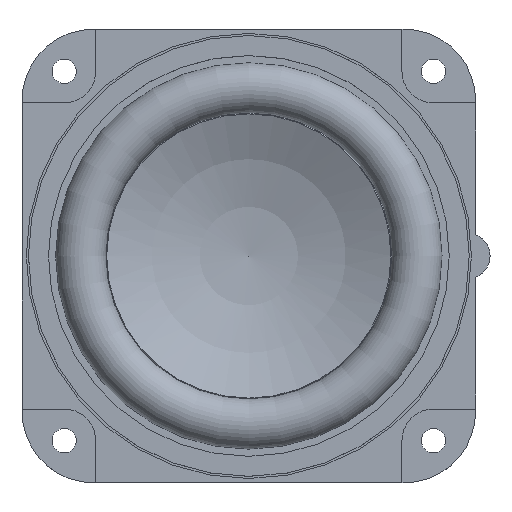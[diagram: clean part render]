
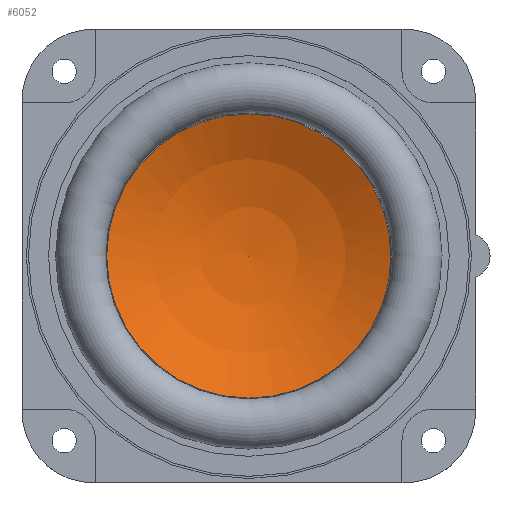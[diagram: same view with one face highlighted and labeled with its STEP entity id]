
A CAD part, top view. The second image highlights one B-rep face of the part: STEP entity #6052.
In plain terms, the highlighted spherical face has radius 21.106 mm.
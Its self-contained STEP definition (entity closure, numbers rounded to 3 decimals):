
#33=SPHERICAL_SURFACE('',#6742,21.106);
#1782=FACE_OUTER_BOUND('',#2143,.T.);
#2143=EDGE_LOOP('',(#5577,#5578,#5579));
#2493=CIRCLE('',#6743,9.931);
#2494=CIRCLE('',#6744,21.106);
#3037=VERTEX_POINT('',#11091);
#3038=VERTEX_POINT('',#11093);
#3885=EDGE_CURVE('',#3037,#3037,#2493,.T.);
#3886=EDGE_CURVE('',#3037,#3038,#2494,.T.);
#5577=ORIENTED_EDGE('',*,*,#3885,.F.);
#5578=ORIENTED_EDGE('',*,*,#3886,.T.);
#5579=ORIENTED_EDGE('',*,*,#3886,.F.);
#6052=ADVANCED_FACE('',(#1782),#33,.F.);
#6742=AXIS2_PLACEMENT_3D('',#11090,#8505,#8506);
#6743=AXIS2_PLACEMENT_3D('',#11092,#8507,#8508);
#6744=AXIS2_PLACEMENT_3D('',#11094,#8509,#8510);
#8505=DIRECTION('center_axis',(0.,0.,-1.));
#8506=DIRECTION('ref_axis',(1.,0.,0.));
#8507=DIRECTION('center_axis',(0.,0.,-1.));
#8508=DIRECTION('ref_axis',(1.,0.,0.));
#8509=DIRECTION('center_axis',(0.,-1.,0.));
#8510=DIRECTION('ref_axis',(-1.,0.,0.));
#11090=CARTESIAN_POINT('Origin',(0.,0.,29.356));
#11091=CARTESIAN_POINT('',(-9.931,0.,10.732));
#11092=CARTESIAN_POINT('Origin',(0.,0.,10.732));
#11093=CARTESIAN_POINT('',(0.,0.,8.25));
#11094=CARTESIAN_POINT('Origin',(0.,0.,29.356));
